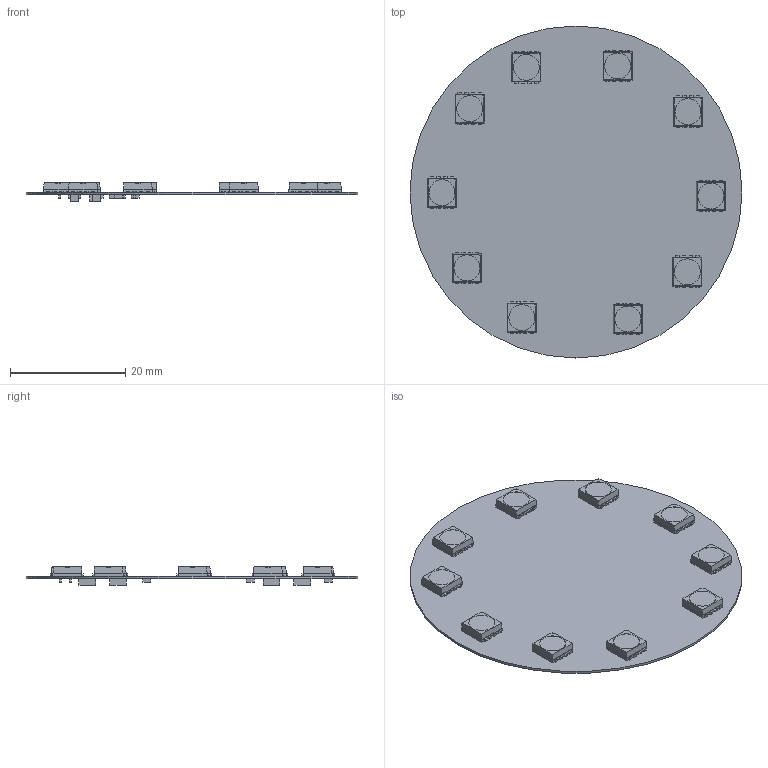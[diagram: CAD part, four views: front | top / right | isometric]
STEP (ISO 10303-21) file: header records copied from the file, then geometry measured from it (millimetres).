
FILE_DESCRIPTION(('Open CASCADE Model'),'2;1');
FILE_NAME('Open CASCADE Shape Model','2023-04-04T00:40:01',('Author'),( 'Open CASCADE'),'Open CASCADE STEP processor 6.8','Open CASCADE 6.8' ,'Unknown');
FILE_SCHEMA(('AUTOMOTIVE_DESIGN { 1 0 10303 214 1 1 1 1 }'));
Length unit declared in the file: millimetre
Products named in the file (42): PCB; Board; Open CASCADE STEP translator 6.8 15.1.1; R8; -1827894608; Extruded; R7; -1827892528; R6; R5; R4; R3; R2; R1; Q4; -1827894128; Q3; Q2; Q1; D10; QBLP679-RGBXW; Part_11; Part_3; Part_9; Part_5; Part_10; Part_4; Part_7; Part_6; Part_2; Part_8; D9; D8; D7; D6; D5; D4; D3; D2; D1
Assembly tree (67 placements, depth 4):
  PCB
    Board
      Open CASCADE STEP translator 6.8 15.1.1
    R8
      -1827894608  x2
        Extruded
    R7
      -1827892528  x2
        Extruded
    R6
      -1827892528  x2
        Extruded
    R5
      -1827892528  x2
        Extruded
    R4
      -1827894608  x2
        Extruded
    R3
      -1827894608  x2
        Extruded
    R2
      -1827894608  x2
        Extruded
    R1
      -1827894608  x2
        Extruded
    Q4
      -1827894128
        Extruded
    Q3
      -1827894128
        Extruded
    Q2
      -1827894128
        Extruded
    Q1
      -1827894128
        Extruded
    D10
      QBLP679-RGBXW
        Part_11
        Part_3
        Part_9
        Part_5
        Part_10
        Part_4
        Part_7
        Part_6
        Part_2
        Part_8
    D9
      QBLP679-RGBXW
        Part_11
        Part_3
        Part_9
        Part_5
        Part_10
        Part_4
        Part_7
Bounding box: 57.5 x 57.5 x 3.17 mm (x, y, z)
Volume: 1346.1 mm3; surface area: 6818.9 mm2
Topology: 121 solids, 121 shells, 1643 faces, 3943 edges, 2622 vertices
Faces by surface type: plane 1242, bspline 290, cylinder 91, cone 20
Full cylindrical faces by diameter (mm): 1.48 x10, 57.5 x1
Entity records: 6062 total; most frequent: CARTESIAN_POINT 1244, ORIENTED_EDGE 818, DIRECTION 798, EDGE_CURVE 409, LINE 322, VECTOR 322, VERTEX_POINT 272, AXIS2_PLACEMENT_3D 238
